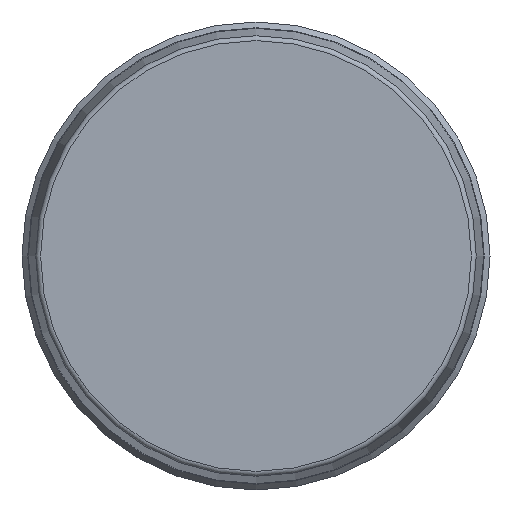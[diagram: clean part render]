
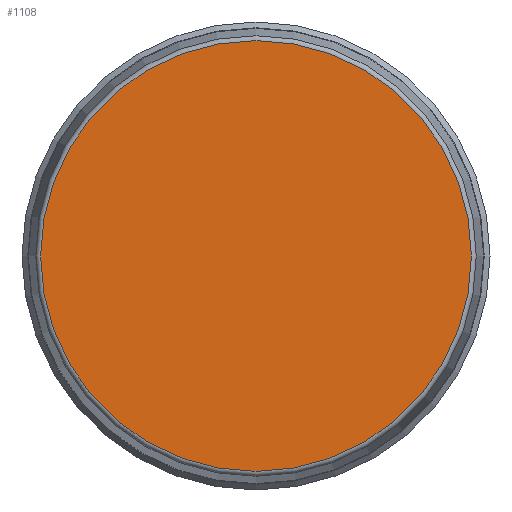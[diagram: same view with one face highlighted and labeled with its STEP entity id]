
A CAD part, front view. The second image highlights one B-rep face of the part: STEP entity #1108.
In plain terms, the highlighted planar face has unit normal (0, -1, 0).
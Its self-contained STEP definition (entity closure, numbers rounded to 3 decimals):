
#98=PLANE('',#1352);
#233=FACE_OUTER_BOUND('',#298,.T.);
#298=EDGE_LOOP('',(#867,#868));
#366=CIRCLE('',#1304,8.73);
#367=CIRCLE('',#1305,8.73);
#467=VERTEX_POINT('',#1950);
#468=VERTEX_POINT('',#1951);
#593=EDGE_CURVE('',#467,#468,#366,.T.);
#594=EDGE_CURVE('',#468,#467,#367,.T.);
#867=ORIENTED_EDGE('',*,*,#593,.T.);
#868=ORIENTED_EDGE('',*,*,#594,.T.);
#1108=ADVANCED_FACE('',(#233),#98,.T.);
#1304=AXIS2_PLACEMENT_3D('',#1952,#1521,#1522);
#1305=AXIS2_PLACEMENT_3D('',#1953,#1523,#1524);
#1352=AXIS2_PLACEMENT_3D('',#2031,#1622,#1623);
#1521=DIRECTION('center_axis',(0.,-1.,0.));
#1522=DIRECTION('ref_axis',(0.,0.,-1.));
#1523=DIRECTION('center_axis',(0.,-1.,0.));
#1524=DIRECTION('ref_axis',(0.,0.,-1.));
#1622=DIRECTION('center_axis',(0.,-1.,0.));
#1623=DIRECTION('ref_axis',(0.,0.,-1.));
#1950=CARTESIAN_POINT('',(0.,-2.,-8.73));
#1951=CARTESIAN_POINT('',(0.,-2.,8.73));
#1952=CARTESIAN_POINT('Origin',(0.,-2.,0.));
#1953=CARTESIAN_POINT('Origin',(0.,-2.,0.));
#2031=CARTESIAN_POINT('Origin',(0.,-2.,0.));
